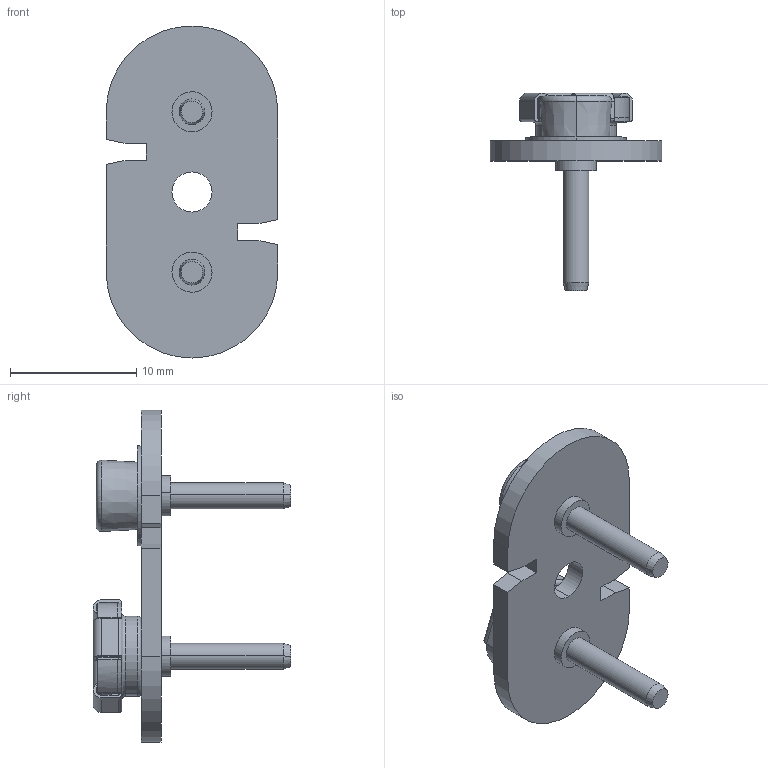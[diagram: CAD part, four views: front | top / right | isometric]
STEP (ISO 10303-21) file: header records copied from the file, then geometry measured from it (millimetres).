
FILE_DESCRIPTION (( 'STEP AP214' ), '1' );
FILE_NAME ('968.STEP', '2008-01-22T21:58:39', ( 'Richard Maletta' ), ( '' ), 'SwSTEP 2.0', 'SolidWorks 2008', '' );
FILE_SCHEMA (( 'AUTOMOTIVE_DESIGN' ));
Length unit declared in the file: millimetre
Products named in the file (1): 968
Bounding box: 13.59 x 15.67 x 26.29 mm (x, y, z)
Volume: 628.7 mm3; surface area: 1556.8 mm2
Topology: 5 solids, 5 shells, 219 faces, 527 edges, 326 vertices
Faces by surface type: plane 90, cylinder 69, torus 42, cone 18
Entity records: 8879 total; most frequent: CARTESIAN_POINT 1205, DIRECTION 1153, ORIENTED_EDGE 1046, EDGE_CURVE 523, AXIS2_PLACEMENT_3D 442, VERTEX_POINT 326, VECTOR 269, LINE 269
